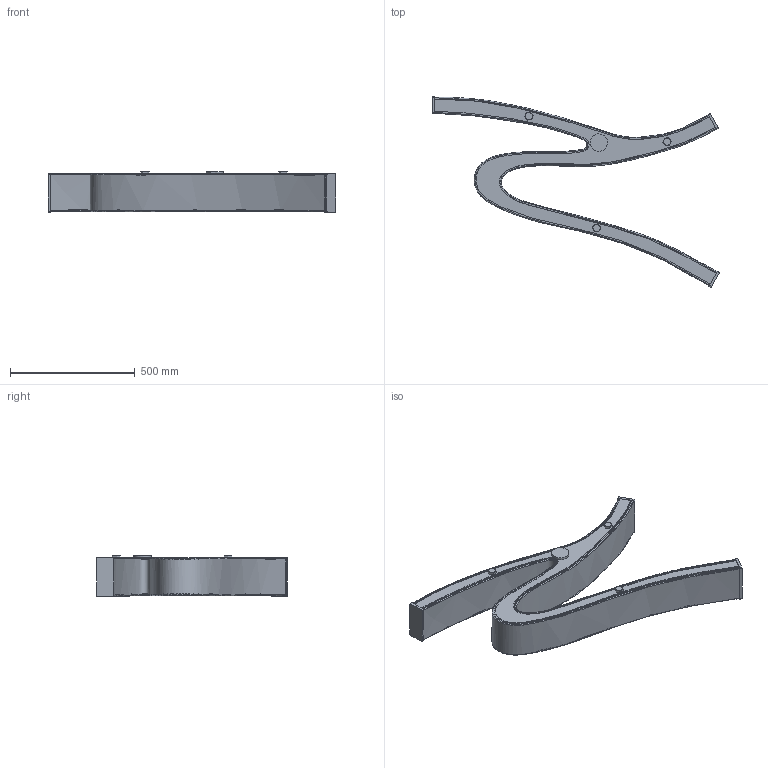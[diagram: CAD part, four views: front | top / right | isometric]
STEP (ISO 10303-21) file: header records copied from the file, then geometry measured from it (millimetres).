
FILE_DESCRIPTION(/* description */ ('This is a sample STEP configuration'),/* implementation_level */ '2;1');
FILE_NAME(/* name */ '660-3xxxx SIMPLE.ipt_Rev_01.3.stp',/* time_stamp */ '2023-04-27T06:38:56+02:00',/* author */ ('powerJobs'),/* organization */ ('coolOrange'),/* preprocessor_version */ 'ST-DEVELOPER v19.2',/* originating_system */ 'Autodesk Inventor 2023',/* authorisation */ '');
FILE_SCHEMA (('AUTOMOTIVE_DESIGN { 1 0 10303 214 3 1 1 }'));
Products named in the file (1): ENG000017839
Bounding box: 1149.44 x 764.32 x 162.3 mm (x, y, z)
Volume: 5581430.7 mm3; surface area: 2899108.1 mm2
Topology: 9 solids, 10 shells, 271 faces, 562 edges, 328 vertices
Faces by surface type: plane 87, cylinder 67, bspline 57, sphere 34, torus 22, cone 4
Full cylindrical faces by diameter (mm): 4.15 x3, 29 x3, 65 x1, 69.8 x1
Entity records: 72497 total; most frequent: CARTESIAN_POINT 66818, DIRECTION 1199, ORIENTED_EDGE 1124, EDGE_CURVE 562, AXIS2_PLACEMENT_3D 481, VERTEX_POINT 328, EDGE_LOOP 288, FACE_OUTER_BOUND 271
